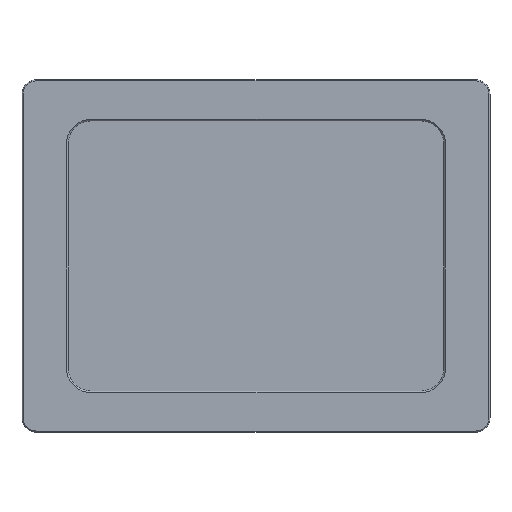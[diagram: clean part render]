
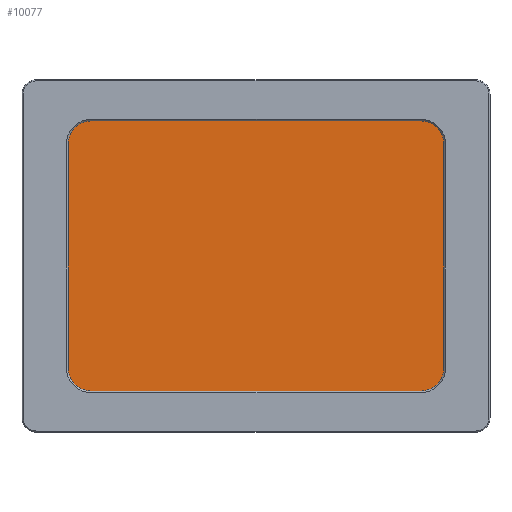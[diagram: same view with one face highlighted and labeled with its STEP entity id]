
A CAD part, top view. The second image highlights one B-rep face of the part: STEP entity #10077.
In plain terms, the highlighted planar face has unit normal (0, 0, 1).
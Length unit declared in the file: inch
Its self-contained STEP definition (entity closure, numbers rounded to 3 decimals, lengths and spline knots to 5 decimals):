
#599=FACE_OUTER_BOUND('',#1160,.T.);
#1160=EDGE_LOOP('',(#6738,#6739,#6740,#6741,#6742,#6743,#6744,#6745));
#1802=CIRCLE('',#10659,0.58701);
#1803=CIRCLE('',#10660,0.58701);
#1804=CIRCLE('',#10661,0.58701);
#1805=CIRCLE('',#10662,0.58701);
#2020=LINE('',#14159,#3178);
#2021=LINE('',#14163,#3179);
#2022=LINE('',#14167,#3180);
#2023=LINE('',#14171,#3181);
#3178=VECTOR('',#11441,0.3937);
#3179=VECTOR('',#11444,0.3937);
#3180=VECTOR('',#11447,0.3937);
#3181=VECTOR('',#11450,0.3937);
#4336=VERTEX_POINT('',#14157);
#4337=VERTEX_POINT('',#14158);
#4338=VERTEX_POINT('',#14160);
#4339=VERTEX_POINT('',#14162);
#4340=VERTEX_POINT('',#14164);
#4341=VERTEX_POINT('',#14166);
#4342=VERTEX_POINT('',#14168);
#4343=VERTEX_POINT('',#14170);
#5298=EDGE_CURVE('',#4336,#4337,#2020,.T.);
#5299=EDGE_CURVE('',#4338,#4336,#1802,.T.);
#5300=EDGE_CURVE('',#4339,#4338,#2021,.T.);
#5301=EDGE_CURVE('',#4340,#4339,#1803,.T.);
#5302=EDGE_CURVE('',#4341,#4340,#2022,.T.);
#5303=EDGE_CURVE('',#4342,#4341,#1804,.T.);
#5304=EDGE_CURVE('',#4343,#4342,#2023,.T.);
#5305=EDGE_CURVE('',#4337,#4343,#1805,.T.);
#6738=ORIENTED_EDGE('',*,*,#5298,.F.);
#6739=ORIENTED_EDGE('',*,*,#5299,.F.);
#6740=ORIENTED_EDGE('',*,*,#5300,.F.);
#6741=ORIENTED_EDGE('',*,*,#5301,.F.);
#6742=ORIENTED_EDGE('',*,*,#5302,.F.);
#6743=ORIENTED_EDGE('',*,*,#5303,.F.);
#6744=ORIENTED_EDGE('',*,*,#5304,.F.);
#6745=ORIENTED_EDGE('',*,*,#5305,.F.);
#9618=PLANE('',#10658);
#10077=ADVANCED_FACE('',(#599),#9618,.T.);
#10658=AXIS2_PLACEMENT_3D('',#14156,#11439,#11440);
#10659=AXIS2_PLACEMENT_3D('',#14161,#11442,#11443);
#10660=AXIS2_PLACEMENT_3D('',#14165,#11445,#11446);
#10661=AXIS2_PLACEMENT_3D('',#14169,#11448,#11449);
#10662=AXIS2_PLACEMENT_3D('',#14172,#11451,#11452);
#11439=DIRECTION('center_axis',(0.,0.,
1.));
#11440=DIRECTION('ref_axis',(1.,0.,0.));
#11441=DIRECTION('',(1.,0.,0.));
#11442=DIRECTION('center_axis',(0.,0.,
-1.));
#11443=DIRECTION('ref_axis',(0.,-1.,0.));
#11444=DIRECTION('',(0.,1.,0.));
#11445=DIRECTION('center_axis',(0.,0.,
-1.));
#11446=DIRECTION('ref_axis',(1.,0.,0.));
#11447=DIRECTION('',(-1.,0.,0.));
#11448=DIRECTION('center_axis',(0.,0.,
-1.));
#11449=DIRECTION('ref_axis',(0.,1.,0.));
#11450=DIRECTION('',(0.,-1.,0.));
#11451=DIRECTION('center_axis',(0.,0.,
-1.));
#11452=DIRECTION('ref_axis',(-1.,0.,0.));
#14156=CARTESIAN_POINT('Origin',(7.04693,4.59353,0.61805));
#14157=CARTESIAN_POINT('',(2.89994,8.00732,0.61805));
#14158=CARTESIAN_POINT('',(11.39451,8.00732,0.61805));
#14159=CARTESIAN_POINT('',(4.97343,8.00732,0.61805));
#14160=CARTESIAN_POINT('',(2.31293,7.42031,0.61805));
#14161=CARTESIAN_POINT('Origin',(2.89994,7.42031,0.61805));
#14162=CARTESIAN_POINT('',(2.31293,1.64701,0.61805));
#14163=CARTESIAN_POINT('',(2.31293,3.12027,0.61805));
#14164=CARTESIAN_POINT('',(2.89994,1.06,0.61805));
#14165=CARTESIAN_POINT('Origin',(2.89994,1.64701,0.61805));
#14166=CARTESIAN_POINT('',(11.39451,1.06,0.61805));
#14167=CARTESIAN_POINT('',(9.22072,1.06,0.61805));
#14168=CARTESIAN_POINT('',(11.98151,1.64701,0.61805));
#14169=CARTESIAN_POINT('Origin',(11.39451,1.64701,0.61805));
#14170=CARTESIAN_POINT('',(11.98151,7.42031,0.61805));
#14171=CARTESIAN_POINT('',(11.98151,6.00692,0.61805));
#14172=CARTESIAN_POINT('Origin',(11.39451,7.42031,0.61805));
